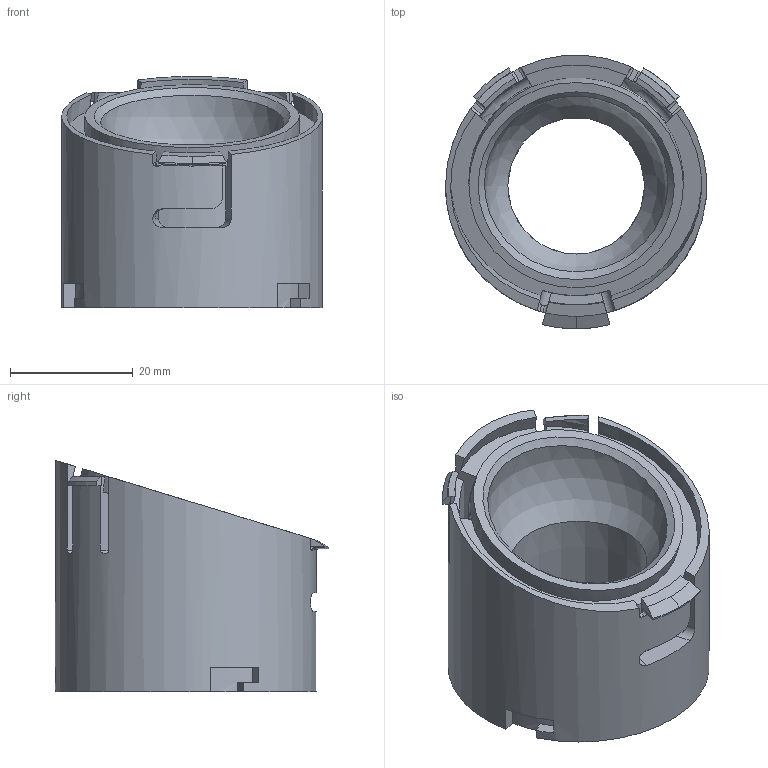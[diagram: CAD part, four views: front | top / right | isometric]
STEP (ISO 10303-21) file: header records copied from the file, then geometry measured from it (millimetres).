
FILE_DESCRIPTION(/* description */ (''),/* implementation_level */ '2;1');
FILE_NAME(/* name */ 'bipap_expiratory_port.step',/* time_stamp */ '2021-01-29T09:40:21-05:00',/* author */ (''),/* organization */ (''),/* preprocessor_version */ 'ST-DEVELOPER v18.1',/* originating_system */ 'Autodesk Translation Framework v9.7.1.1290',/* authorisation */ '');
FILE_SCHEMA (('AUTOMOTIVE_DESIGN { 1 0 10303 214 3 1 1 }'));
Length unit declared in the file: millimetre
Products named in the file (1): bipap_expiratory_port
Bounding box: 42.59 x 44.63 x 37.72 mm (x, y, z)
Volume: 28071.7 mm3; surface area: 9859.7 mm2
Topology: 1 solids, 1 shells, 105 faces, 302 edges, 199 vertices
Faces by surface type: plane 52, cylinder 31, bspline 10, cone 9, torus 2, sphere 1
Full cylindrical faces by diameter (mm): 35 x1, 42.634 x1
Entity records: 4032 total; most frequent: CARTESIAN_POINT 1303, ORIENTED_EDGE 604, DIRECTION 527, EDGE_CURVE 302, VERTEX_POINT 199, AXIS2_PLACEMENT_3D 189, LINE 149, VECTOR 149
